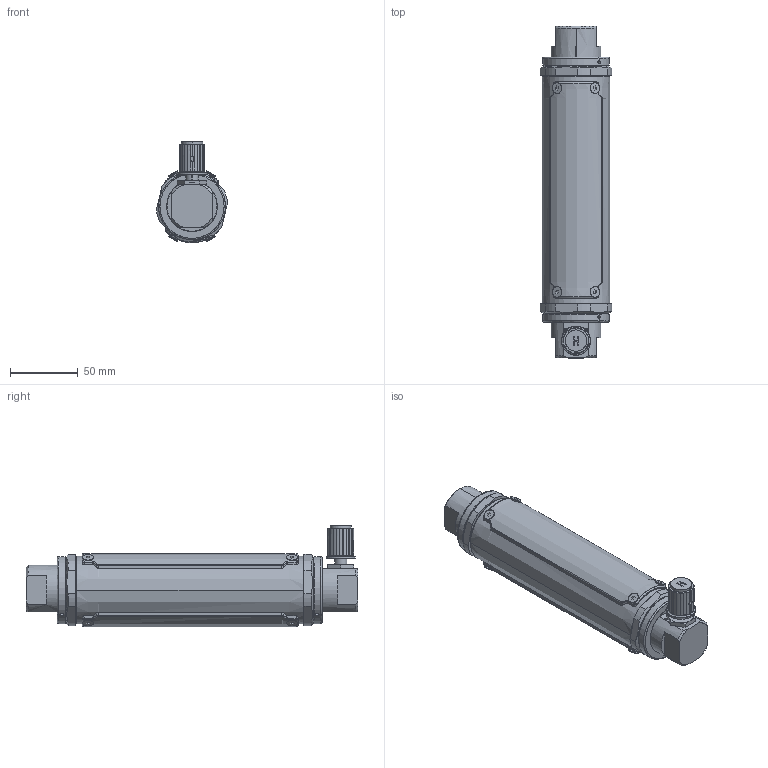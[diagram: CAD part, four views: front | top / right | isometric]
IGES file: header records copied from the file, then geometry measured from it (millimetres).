
Start section: SolidWorks IGES file using analytic representation for surfaces
Global section: file name: 1640-A3-1-AA-1-0.IGS; native system: SolidWorks 2019; preprocessor: SolidWorks 2019; author: cfehr; date: 190531.134254; units: inch
Bounding box: 52.73 x 245.8 x 75.06 mm (x, y, z)
Surface area: 106784.5 mm2 (no closed solid volume)
Topology: 0 solids, 0 shells, 869 faces, 10932 edges, 10918 vertices
Faces by surface type: bspline 474, revolution 395
